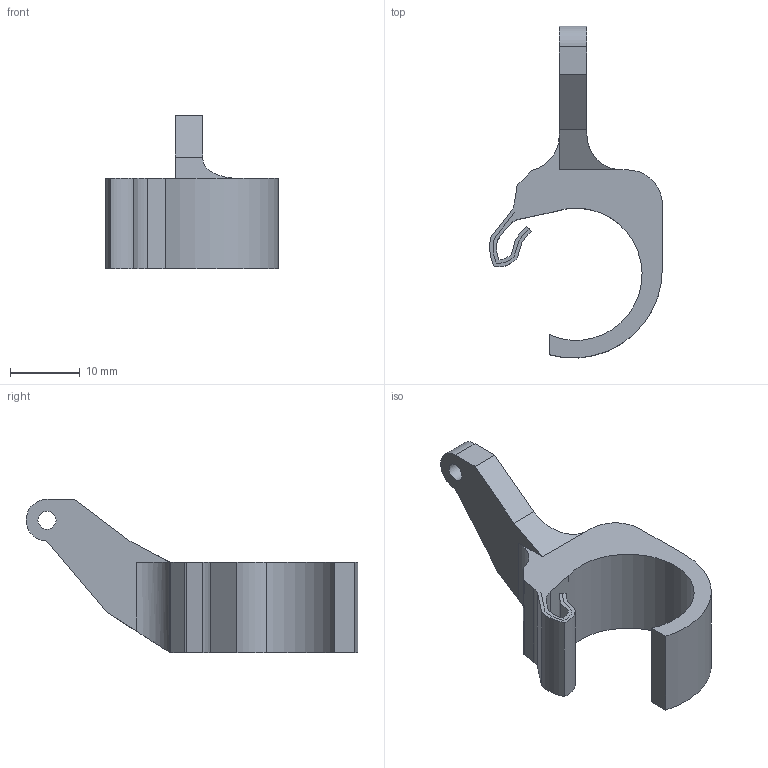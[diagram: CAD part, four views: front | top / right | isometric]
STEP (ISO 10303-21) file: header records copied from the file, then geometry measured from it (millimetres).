
FILE_DESCRIPTION(/* description */ (''),/* implementation_level */ '2;1');
FILE_NAME(/* name */ 'Medial22x19V7.ipt.stp',/* time_stamp */ '2021-06-20T10:02:17-05:00',/* author */ ('svale'),/* organization */ (''),/* preprocessor_version */ 'ST-DEVELOPER v18.1',/* originating_system */ 'Autodesk Inventor 2021',/* authorisation */ '');
FILE_SCHEMA (('AUTOMOTIVE_DESIGN { 1 0 10303 214 3 1 1 }'));
Length unit declared in the file: millimetre
Products named in the file (1): Medial22x19V7
Bounding box: 24.83 x 47.68 x 22.05 mm (x, y, z)
Volume: 3979.9 mm3; surface area: 3056.8 mm2
Topology: 1 solids, 2 shells, 43 faces, 123 edges, 83 vertices
Faces by surface type: plane 22, cylinder 21
Full cylindrical faces by diameter (mm): 2.6 x1
Entity records: 1460 total; most frequent: DIRECTION 255, CARTESIAN_POINT 250, ORIENTED_EDGE 234, EDGE_CURVE 123, AXIS2_PLACEMENT_3D 88, VERTEX_POINT 83, LINE 79, VECTOR 79
